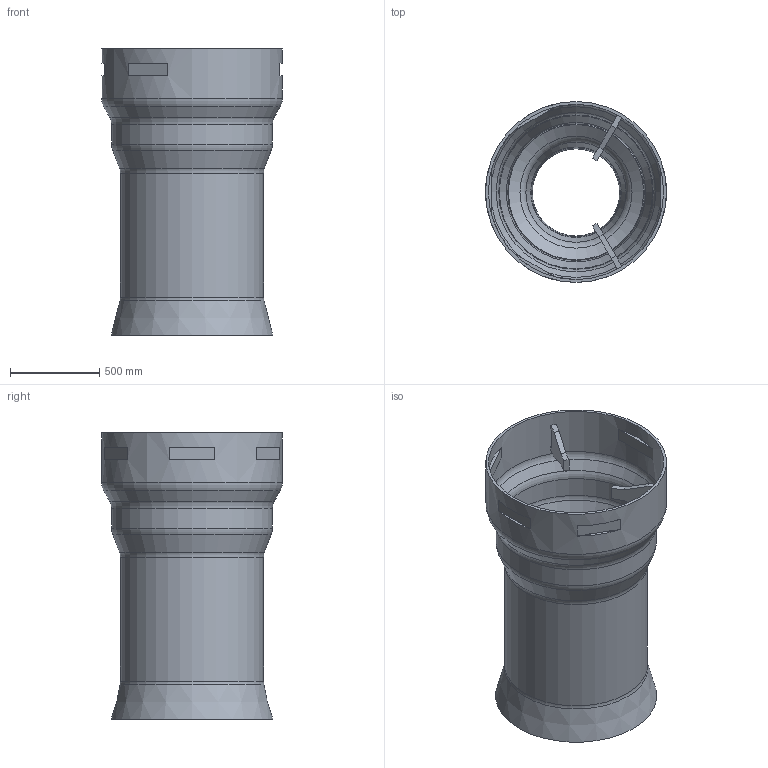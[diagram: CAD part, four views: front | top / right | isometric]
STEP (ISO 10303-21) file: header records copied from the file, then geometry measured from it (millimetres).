
FILE_DESCRIPTION(/* description */ (''),/* implementation_level */ '2;1');
FILE_NAME(/* name */ '16372.050X_3D.stp',/* time_stamp */ '2024-12-12T07:24:56+01:00',/* author */ ('CAD'),/* organization */ (''),/* preprocessor_version */ 'ST-DEVELOPER v20',/* originating_system */ 'AutoCAD Mechanical',/* authorisation */ '');
FILE_SCHEMA (('AUTOMOTIVE_DESIGN { 1 0 10303 214 3 1 1 }'));
Length unit declared in the file: centimetre
Products named in the file (1): Product
Bounding box: 1012 x 1012 x 1600 mm (x, y, z)
Volume: 95466971.3 mm3; surface area: 12292756.4 mm2
Topology: 4 solids, 4 shells, 90 faces, 241 edges, 156 vertices
Faces by surface type: plane 55, cone 14, torus 14, cylinder 7
Full cylindrical faces by diameter (mm): 500 x1, 530 x1, 800 x1, 868 x1, 900 x1, 980 x1, 1012 x1
Entity records: 2890 total; most frequent: DIRECTION 529, CARTESIAN_POINT 488, ORIENTED_EDGE 482, EDGE_CURVE 241, AXIS2_PLACEMENT_3D 197, VERTEX_POINT 156, LINE 135, VECTOR 135
